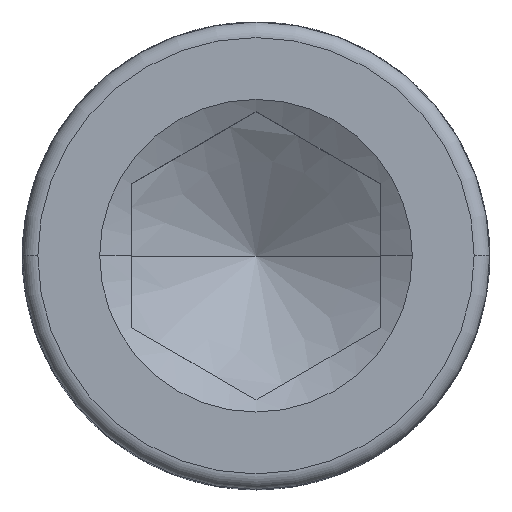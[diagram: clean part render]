
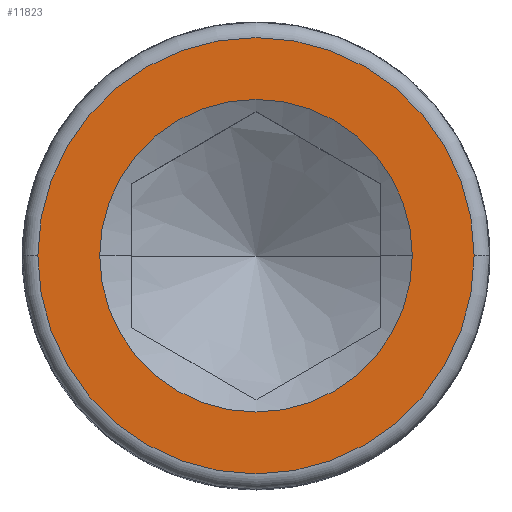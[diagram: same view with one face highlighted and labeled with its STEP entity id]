
A CAD part, top view. The second image highlights one B-rep face of the part: STEP entity #11823.
In plain terms, the highlighted planar face has unit normal (0, 0, 1).
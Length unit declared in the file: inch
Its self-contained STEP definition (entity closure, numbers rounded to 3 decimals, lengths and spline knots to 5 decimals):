
#1265 = AXIS2_PLACEMENT_3D ( 'NONE', #2872, #14910, #16917 ) ;
#1699 = EDGE_LOOP ( 'NONE', ( #18590, #4620 ) ) ;
#2348 = CARTESIAN_POINT ( 'NONE',  ( 0., 0., 1.5625 ) ) ;
#2487 = CARTESIAN_POINT ( 'NONE',  ( 0., 0., 1.5625 ) ) ;
#2621 = AXIS2_PLACEMENT_3D ( 'NONE', #2487, #9905, #18917 ) ;
#2872 = CARTESIAN_POINT ( 'NONE',  ( 0., 0.4375, 1.5625 ) ) ;
#3380 = FACE_BOUND ( 'NONE', #3538, .T. ) ;
#3538 = EDGE_LOOP ( 'NONE', ( #11501, #10871 ) ) ;
#4187 = DIRECTION ( 'NONE',  ( 0., 0., 1. ) ) ;
#4312 = CARTESIAN_POINT ( 'NONE',  ( 0.4375, 0., 1.5625 ) ) ;
#4620 = ORIENTED_EDGE ( 'NONE', *, *, #10836, .F. ) ;
#4802 = CIRCLE ( 'NONE', #7417, 0.4375 ) ;
#5277 = PLANE ( 'NONE',  #1265 ) ;
#6710 = CIRCLE ( 'NONE', #11840, 0.31348 ) ;
#6877 = VERTEX_POINT ( 'NONE', #15253 ) ;
#6968 = DIRECTION ( 'NONE',  ( 1., 0., 0. ) ) ;
#7417 = AXIS2_PLACEMENT_3D ( 'NONE', #16127, #17675, #14782 ) ;
#7439 = CIRCLE ( 'NONE', #18001, 0.31348 ) ;
#7775 = EDGE_CURVE ( 'NONE', #8086, #9993, #7439, .T. ) ;
#8086 = VERTEX_POINT ( 'NONE', #11240 ) ;
#8631 = EDGE_CURVE ( 'NONE', #9993, #8086, #6710, .T. ) ;
#8693 = FACE_OUTER_BOUND ( 'NONE', #1699, .T. ) ;
#9090 = VERTEX_POINT ( 'NONE', #4312 ) ;
#9905 = DIRECTION ( 'NONE',  ( 0., 0., -1. ) ) ;
#9993 = VERTEX_POINT ( 'NONE', #18139 ) ;
#10584 = CIRCLE ( 'NONE', #2621, 0.4375 ) ;
#10685 = EDGE_CURVE ( 'NONE', #6877, #9090, #10584, .T. ) ;
#10836 = EDGE_CURVE ( 'NONE', #9090, #6877, #4802, .T. ) ;
#10871 = ORIENTED_EDGE ( 'NONE', *, *, #7775, .F. ) ;
#11240 = CARTESIAN_POINT ( 'NONE',  ( -0.31348, 0., 1.5625 ) ) ;
#11501 = ORIENTED_EDGE ( 'NONE', *, *, #8631, .F. ) ;
#11823 = ADVANCED_FACE ( 'NONE', ( #3380, #8693 ), #5277, .T. ) ;
#11840 = AXIS2_PLACEMENT_3D ( 'NONE', #13009, #4187, #6968 ) ;
#13009 = CARTESIAN_POINT ( 'NONE',  ( 0., 0., 1.5625 ) ) ;
#14782 = DIRECTION ( 'NONE',  ( -1., 0., 0. ) ) ;
#14910 = DIRECTION ( 'NONE',  ( 0., 0., 1. ) ) ;
#15253 = CARTESIAN_POINT ( 'NONE',  ( -0.4375, 0., 1.5625 ) ) ;
#15532 = DIRECTION ( 'NONE',  ( 1., 0., 0. ) ) ;
#16127 = CARTESIAN_POINT ( 'NONE',  ( 0., 0., 1.5625 ) ) ;
#16917 = DIRECTION ( 'NONE',  ( 1., 0., 0. ) ) ;
#17675 = DIRECTION ( 'NONE',  ( 0., 0., -1. ) ) ;
#18001 = AXIS2_PLACEMENT_3D ( 'NONE', #2348, #18519, #15532 ) ;
#18139 = CARTESIAN_POINT ( 'NONE',  ( 0.31348, 0., 1.5625 ) ) ;
#18519 = DIRECTION ( 'NONE',  ( 0., 0., 1. ) ) ;
#18590 = ORIENTED_EDGE ( 'NONE', *, *, #10685, .F. ) ;
#18917 = DIRECTION ( 'NONE',  ( -1., 0., 0. ) ) ;
